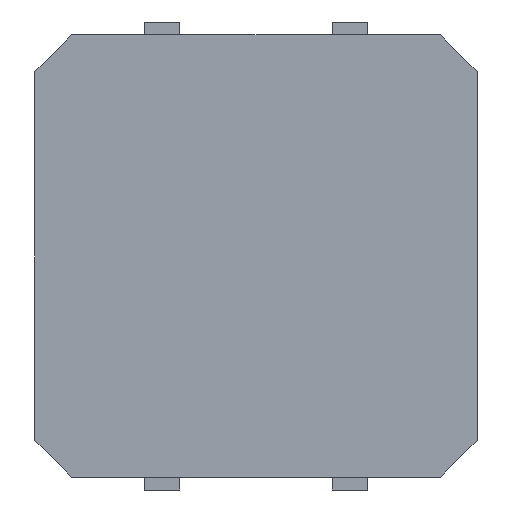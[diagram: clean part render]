
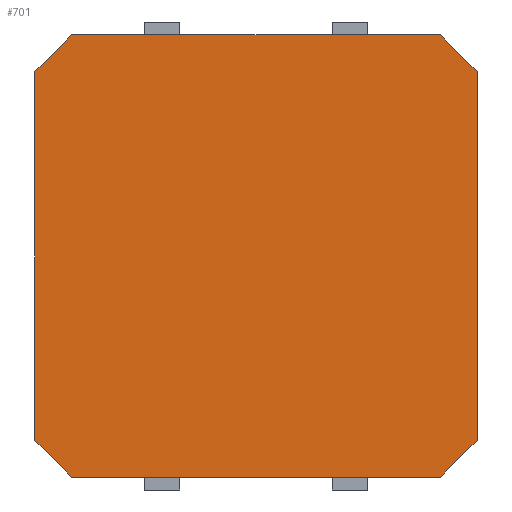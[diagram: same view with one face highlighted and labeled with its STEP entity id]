
A CAD part, left-side view. The second image highlights one B-rep face of the part: STEP entity #701.
In plain terms, the highlighted planar face has unit normal (-1, 0, 0).
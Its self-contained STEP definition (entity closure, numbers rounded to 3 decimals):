
#70 = VECTOR ( 'NONE', #452, 1000. ) ;
#108 = EDGE_CURVE ( 'NONE', #455, #118, #1508, .T. ) ;
#116 = DIRECTION ( 'NONE',  ( 0., 0.707, -0.707 ) ) ;
#118 = VERTEX_POINT ( 'NONE', #2062 ) ;
#125 = LINE ( 'NONE', #490, #2316 ) ;
#140 = DIRECTION ( 'NONE',  ( 0., 0., 1. ) ) ;
#185 = CARTESIAN_POINT ( 'NONE',  ( 0., -5., 6. ) ) ;
#193 = EDGE_CURVE ( 'NONE', #1515, #235, #344, .T. ) ;
#200 = EDGE_CURVE ( 'NONE', #1926, #1647, #2157, .T. ) ;
#235 = VERTEX_POINT ( 'NONE', #1787 ) ;
#268 = VECTOR ( 'NONE', #1199, 1000. ) ;
#344 = LINE ( 'NONE', #1259, #1326 ) ;
#397 = DIRECTION ( 'NONE',  ( 0., 0.707, 0.707 ) ) ;
#430 = PLANE ( 'NONE',  #2348 ) ;
#452 = DIRECTION ( 'NONE',  ( 0., -0.707, -0.707 ) ) ;
#455 = VERTEX_POINT ( 'NONE', #185 ) ;
#462 = CARTESIAN_POINT ( 'NONE',  ( 0., 6., -5. ) ) ;
#475 = EDGE_CURVE ( 'NONE', #1647, #2089, #2200, .T. ) ;
#490 = CARTESIAN_POINT ( 'NONE',  ( 0., 5., 6. ) ) ;
#504 = CARTESIAN_POINT ( 'NONE',  ( 0., -6., -5. ) ) ;
#586 = DIRECTION ( 'NONE',  ( 0., 0., 1. ) ) ;
#610 = CARTESIAN_POINT ( 'NONE',  ( 0., -5., 6. ) ) ;
#701 = ADVANCED_FACE ( 'NONE', ( #960 ), #430, .T. ) ;
#709 = EDGE_CURVE ( 'NONE', #235, #777, #980, .T. ) ;
#768 = LINE ( 'NONE', #1928, #268 ) ;
#777 = VERTEX_POINT ( 'NONE', #2020 ) ;
#804 = ORIENTED_EDGE ( 'NONE', *, *, #200, .F. ) ;
#839 = ORIENTED_EDGE ( 'NONE', *, *, #193, .F. ) ;
#858 = EDGE_CURVE ( 'NONE', #777, #455, #125, .T. ) ;
#960 = FACE_OUTER_BOUND ( 'NONE', #1355, .T. ) ;
#980 = LINE ( 'NONE', #1498, #2198 ) ;
#1015 = ORIENTED_EDGE ( 'NONE', *, *, #108, .F. ) ;
#1032 = CARTESIAN_POINT ( 'NONE',  ( 0., 6., -5. ) ) ;
#1080 = CARTESIAN_POINT ( 'NONE',  ( 0., -5., -6. ) ) ;
#1105 = ORIENTED_EDGE ( 'NONE', *, *, #475, .F. ) ;
#1167 = DIRECTION ( 'NONE',  ( 0., -1., 0. ) ) ;
#1191 = ORIENTED_EDGE ( 'NONE', *, *, #1799, .F. ) ;
#1199 = DIRECTION ( 'NONE',  ( 0., 0., -1. ) ) ;
#1259 = CARTESIAN_POINT ( 'NONE',  ( 0., 6., 5. ) ) ;
#1326 = VECTOR ( 'NONE', #140, 1000. ) ;
#1332 = DIRECTION ( 'NONE',  ( -1., 0., 0. ) ) ;
#1351 = LINE ( 'NONE', #462, #2025 ) ;
#1355 = EDGE_LOOP ( 'NONE', ( #839, #1191, #1105, #804, #1684, #1015, #1402, #1920 ) ) ;
#1402 = ORIENTED_EDGE ( 'NONE', *, *, #858, .F. ) ;
#1485 = CARTESIAN_POINT ( 'NONE',  ( 0., -6., -5. ) ) ;
#1487 = DIRECTION ( 'NONE',  ( 0., -0.707, 0.707 ) ) ;
#1498 = CARTESIAN_POINT ( 'NONE',  ( 0., 5., 6. ) ) ;
#1508 = LINE ( 'NONE', #610, #70 ) ;
#1515 = VERTEX_POINT ( 'NONE', #1032 ) ;
#1550 = CARTESIAN_POINT ( 'NONE',  ( 0., 5., -6. ) ) ;
#1586 = VECTOR ( 'NONE', #1842, 1000. ) ;
#1647 = VERTEX_POINT ( 'NONE', #1080 ) ;
#1684 = ORIENTED_EDGE ( 'NONE', *, *, #1826, .F. ) ;
#1787 = CARTESIAN_POINT ( 'NONE',  ( 0., 6., 5. ) ) ;
#1799 = EDGE_CURVE ( 'NONE', #2089, #1515, #1351, .T. ) ;
#1826 = EDGE_CURVE ( 'NONE', #118, #1926, #768, .T. ) ;
#1842 = DIRECTION ( 'NONE',  ( 0., 1., 0. ) ) ;
#1855 = CARTESIAN_POINT ( 'NONE',  ( 0., 5., -6. ) ) ;
#1868 = CARTESIAN_POINT ( 'NONE',  ( 0., 0., 0. ) ) ;
#1920 = ORIENTED_EDGE ( 'NONE', *, *, #709, .F. ) ;
#1926 = VERTEX_POINT ( 'NONE', #1485 ) ;
#1928 = CARTESIAN_POINT ( 'NONE',  ( 0., -6., 5. ) ) ;
#2015 = VECTOR ( 'NONE', #116, 1000. ) ;
#2020 = CARTESIAN_POINT ( 'NONE',  ( 0., 5., 6. ) ) ;
#2025 = VECTOR ( 'NONE', #397, 1000. ) ;
#2062 = CARTESIAN_POINT ( 'NONE',  ( 0., -6., 5. ) ) ;
#2089 = VERTEX_POINT ( 'NONE', #1550 ) ;
#2157 = LINE ( 'NONE', #504, #2015 ) ;
#2198 = VECTOR ( 'NONE', #1487, 1000. ) ;
#2200 = LINE ( 'NONE', #1855, #1586 ) ;
#2316 = VECTOR ( 'NONE', #1167, 1000. ) ;
#2348 = AXIS2_PLACEMENT_3D ( 'NONE', #1868, #1332, #586 ) ;
